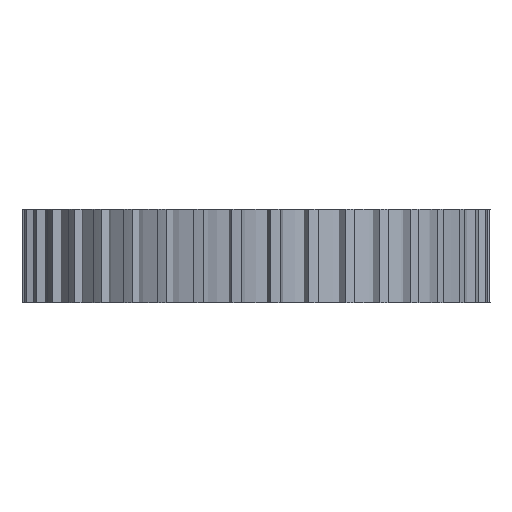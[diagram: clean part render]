
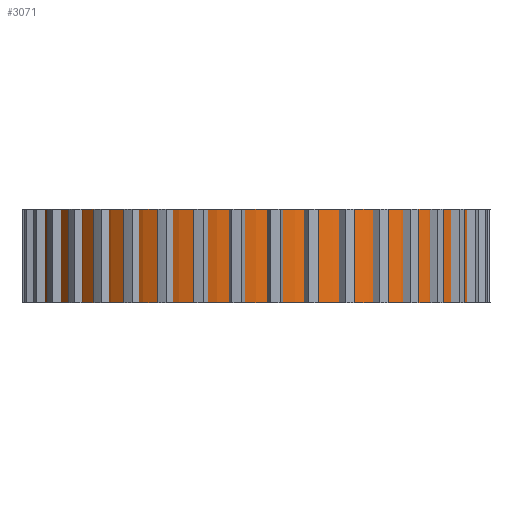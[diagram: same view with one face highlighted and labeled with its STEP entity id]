
A CAD part, left-side view. The second image highlights one B-rep face of the part: STEP entity #3071.
In plain terms, the highlighted cylindrical face has radius 14.5 mm (diameter 29 mm), a full revolution.
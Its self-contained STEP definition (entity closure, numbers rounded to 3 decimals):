
#194=FACE_OUTER_BOUND('',#367,.T.);
#367=EDGE_LOOP('',(#2747,#2748,#2749,#2750));
#526=LINE('',#5649,#685);
#685=VECTOR('',#4690,14.5);
#1002=CIRCLE('',#3570,14.5);
#1003=CIRCLE('',#3571,14.5);
#1320=VERTEX_POINT('',#5646);
#1321=VERTEX_POINT('',#5648);
#1796=EDGE_CURVE('',#1320,#1320,#1002,.T.);
#1797=EDGE_CURVE('',#1320,#1321,#526,.T.);
#1798=EDGE_CURVE('',#1321,#1321,#1003,.T.);
#2747=ORIENTED_EDGE('',*,*,#1796,.T.);
#2748=ORIENTED_EDGE('',*,*,#1797,.T.);
#2749=ORIENTED_EDGE('',*,*,#1798,.F.);
#2750=ORIENTED_EDGE('',*,*,#1797,.F.);
#2909=CYLINDRICAL_SURFACE('',#3569,14.5);
#3071=ADVANCED_FACE('',(#194),#2909,.F.);
#3569=AXIS2_PLACEMENT_3D('',#5645,#4686,#4687);
#3570=AXIS2_PLACEMENT_3D('',#5647,#4688,#4689);
#3571=AXIS2_PLACEMENT_3D('',#5650,#4691,#4692);
#4686=DIRECTION('center_axis',(0.,0.,1.));
#4687=DIRECTION('ref_axis',(-1.,0.,0.));
#4688=DIRECTION('center_axis',(0.,0.,-1.));
#4689=DIRECTION('ref_axis',(-1.,0.,0.));
#4690=DIRECTION('',(0.,0.,1.));
#4691=DIRECTION('center_axis',(0.,0.,-1.));
#4692=DIRECTION('ref_axis',(-1.,0.,0.));
#5645=CARTESIAN_POINT('Origin',(0.,0.,0.));
#5646=CARTESIAN_POINT('',(14.5,0.,0.));
#5647=CARTESIAN_POINT('Origin',(0.,0.,0.));
#5648=CARTESIAN_POINT('',(14.5,0.,6.));
#5649=CARTESIAN_POINT('',(14.5,0.,0.));
#5650=CARTESIAN_POINT('Origin',(0.,0.,6.));
